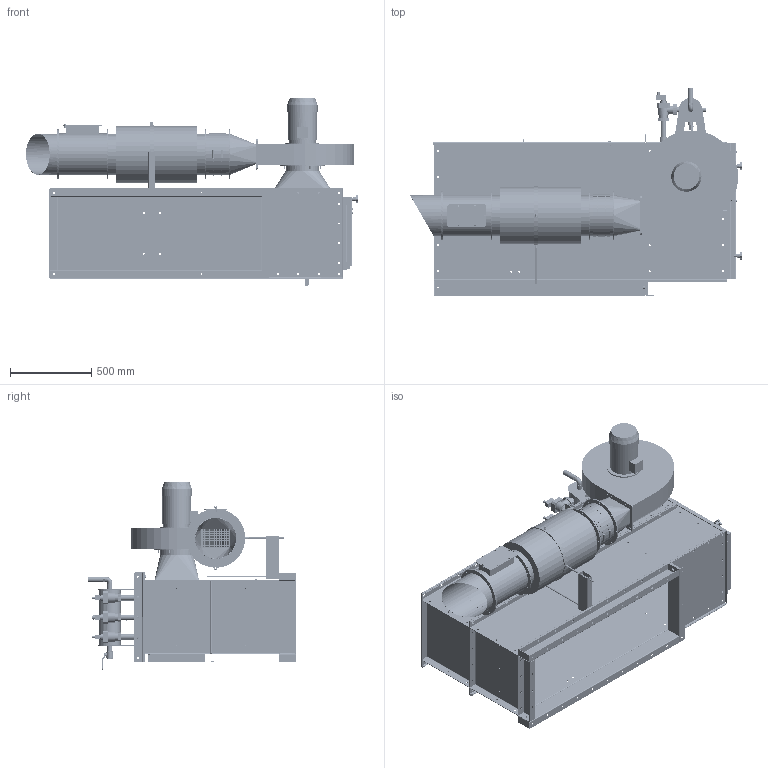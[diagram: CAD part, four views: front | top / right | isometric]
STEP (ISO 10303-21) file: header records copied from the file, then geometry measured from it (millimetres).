
FILE_DESCRIPTION (( 'STEP AP203' ), '1' );
FILE_NAME ('LJHO03.STEP', '2023-12-01T14:06:37', ( '' ), ( '' ), 'SwSTEP 2.0', 'SolidWorks 2022', '' );
FILE_SCHEMA (( 'CONFIG_CONTROL_DESIGN' ));
Length unit declared in the file: millimetre
Products named in the file (99): FS-S651-02 - HEM II_Výchozí; PO-SL34-00 - TZL TUBE DN250_Výchozí; PP-S429-00 - WLDM COLLAR DN250_Výchozí; FS-S651-01 - HEM I_Výchozí; PP-M002-78 - FLEXIBLE SLEEVE DN250 H150_Výchozí; FL-S154-00 - WLDM SILENCER HOLDER_Výchozí; RO-S067-03 - FLANGE_Výchozí; BOLT JOINT - B+W-W+N_M8x20-X5-W; FS-D010-49 - BACK COVER 6-1 G3_Výchozí; P3-S177-06 - COLLAR_Výchozí; POJISTNÝ VENTIL G3-4 - MOSAZ_Výchozí; FL-D004-43 - ROOF 6-12_Výchozí; FL-D002-69 - BRACKET AOV_Výchozí; PO-S987-00 - EXHAUST 250_Výchozí; VM400R (2-I) - AFGG-20_01 - VENTILÁTOR BEZ PODSTAVCE_Výchozí; FS-D012-07 - SIDE PANEL 1250x420 L2 F G3_Výchozí; DIN 125 T1 6,4 - PODLOZKA; OBJIMKA 350_Výchozí; FS-S652-00 - WLDM STRIP DOOR 6-2; RO-M002-23 - TZL FLANGE DN250_Výchozí; FL-M007-28 - ASSY REGENERATION 3V_Výchozí; PP-S429-01 - COLLAR_Výchozí; P3-S177-00 - RC DN200-Q400x270-T2_Výchozí; PP-D005-41 - RUBBER II_Výchozí; User Library-manometrM63-3 igs; O-KROUŽEK - 34x4_Výchozí; FL-D004-28 - STRIP ROOF_Výchozí; FS-S651-00 - WLDM FRAME 6-2_Výchozí; FL-D004-44 - FLANGE II_Výchozí; BOLT JOINT ROUND - B+W-W+SW+N_M6x20-X8-W; BMA-12 - KOHOUT KULOVÝ G1-2_Výchozí; FS-M003-48 - ASSY FRONT DOOR 6-2 G6; PRGG-DNXXXX - FLANGE G&G_PRGG-DN250; FS-D002-21 - CAP O THREAD_Výchozí; FL-6-2-12 - ASSY LOCAL FILTER 23-11_Výchozí; RO-S070-00 - WLDM TUBE TZL D250_Výchozí; BUCKLE 8mm DN250_Výchozí; FITTING INNER THREAD G3 4'''' S235_Výchozí; FL-D004-47 - FLANGE I_Výchozí; RU-D001-93 - PLACKA LOGO XM_NEREZ ...
Assembly tree (146 placements, depth 6):
  LJHO03
    FL-6-2-12 - ASSY LOCAL FILTER 23-11_Výchozí
      FL-M006-28 - ASSY FILTER BOX 6-2-12 23-11_Výchozí
        FS-D006-56 - SIDE PANEL 1250x420 P2 G3_Výchozí  x2
        FS-D006-55 - SIDE PANEL 1250x420 L2 G3_Výchozí
        FS-D010-49 - BACK COVER 6-1 G3_Výchozí  x2
        FS-D012-07 - SIDE PANEL 1250x420 L2 F G3_Výchozí
        FL-M007-28 - ASSY REGENERATION 3V_Výchozí
          FL-D004-23 - ROOF PV 6 G4_Výchozí
          O-KROUŽEK - 34x4_Výchozí  x6
          FS-D002-21 - CAP O THREAD_Výchozí  x3
          RG-S187-00 - WLDM PRESSURE VESSEL 3V-120-S G5_Výchozí
            RG-S187-01 - PIPE_Výchozí
            RG-S100-02 - TUBE VALVE 33,7_Výchozí  x5
            RG-S135-03 - BRACKET_Výchozí  x2
            FITTING INNER THREAD G3 4'''' S235_Výchozí  x2
            FITTING INNER THREAD G1 2'''' S235_Výchozí  x3
          VENTIL OFUKU_Výchozí  x3
          FL-D001-15 -TUBE IN_Výchozí  x3
          User Library-manometrM63-3 igs
          BMA-12 - KOHOUT KULOVÝ G1-2_Výchozí
          ZÁSLEPKA G1-2 - MOSAZ_Výchozí
          POJISTNÝ VENTIL G3-4 - MOSAZ_Výchozí
          SPOJ M6x16 - SMP_Výchozí
            ISO 4017 M6X16-5.6 - HEXAGON HEAD SCREW
            DIN 125 T1 6,4 - PODLOZKA
            CSN 02 1740.00 6 - PODLOZKA
          KOLENO 3-4 F-M_Výchozí
          KULOVÝ VENTIL G3-4_Výchozí
        FS-M003-48 - ASSY FRONT DOOR 6-2 G6
          FS-S650-00 - WLDM DOOR 6-2 G6
            FS-S650-03 - DOOR
            FS-N000-12 - HING HOLE 140x18_Výchozí  x2
          FS-S651-00 - WLDM FRAME 6-2_Výchozí
            FS-S651-01 - HEM I_Výchozí  x2
            FS-S651-02 - HEM II_Výchozí  x2
            FL-S651-03 - FRAME II_Výchozí
            FS-S651-04 - FRAME I_Výchozí
            FS-S651-08 - FRAME IV_Výchozí  x2
            FS-N000-12 - HING PIN 140x18_Výchozí  x2
            BOLT - B_M10x55  x2
          FS-S652-00 - WLDM STRIP DOOR 6-2
            FS-S652-01 - PROFILE_Výchozí<As Machined>  x4
            FS-S652-02 - PROFILE L_Výchozí<As Machined>  x2
          MATICE HVĚZDA M10 - MHVPP  x2
            K0148_210
            WASHER JOINT - SW+W_M10-BW
          00547004 - U-PIRELI SEAL 6-2 G4_Výchozí
          BOLT JOINT ROUND - B+W-W+SW+N_M6x20-X8-W
          BOLT JOINT GATE  - B-W+N_M8x25-X13-W
      FL-M000-78 - ASSY FLAGE IN 6-12_Výchozí
        FL-D004-46 - FLANGE III_Výchozí
        FL-D004-47 - FLANGE I_Výchozí
        FL-D004-44 - FLANGE II_Výchozí
        FL-D004-45 - FLANGE II_Výchozí
        BOLT JOINT - B+W-W+N_M10x20-X5-W
      FL-D004-28 - STRIP ROOF_Výchozí
      FL-D002-69 - BRACKET AOV_Výchozí
      P3-S177-00 - RC DN200-Q400x270-T2_Výchozí
        P3-S177-04 - REDUCT_Výchozí  x2
Bounding box: 2038.68 x 1273.5 x 1150.5 mm (x, y, z)
Volume: 47591381.5 mm3; surface area: 23236772.9 mm2
Topology: 142 solids, 143 shells, 4942 faces, 12228 edges, 7677 vertices
Faces by surface type: plane 2528, cylinder 1979, bspline 193, cone 124, torus 114, sphere 4
Entity records: 138994 total; most frequent: CARTESIAN_POINT 29426, DIRECTION 20044, ORIENTED_EDGE 19920, EDGE_CURVE 9960, AXIS2_PLACEMENT_3D 6792, VECTOR 6460, LINE 6460, VERTEX_POINT 6301
